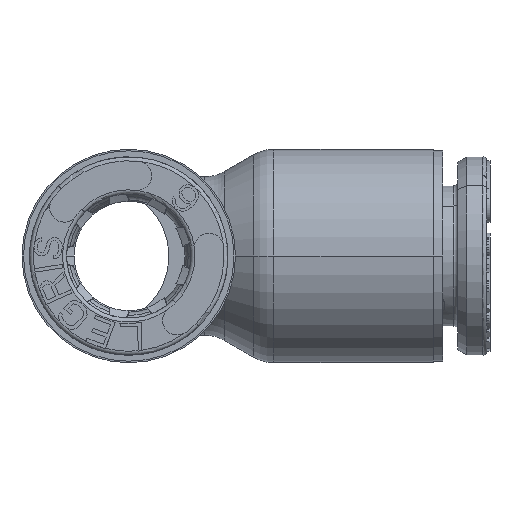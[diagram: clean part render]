
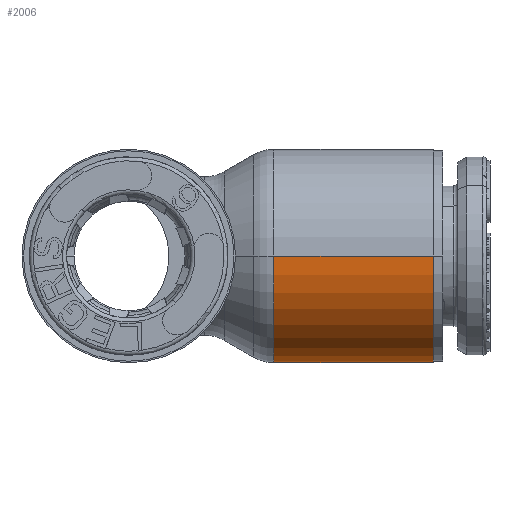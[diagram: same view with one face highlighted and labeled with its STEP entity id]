
A CAD part, left-side view. The second image highlights one B-rep face of the part: STEP entity #2006.
In plain terms, the highlighted cylindrical face has radius 5.325 mm (diameter 10.65 mm), a partial arc.
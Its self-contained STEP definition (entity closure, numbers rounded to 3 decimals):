
#2006=ADVANCED_FACE('',(#5524),#5525,.T.);
#5524=FACE_OUTER_BOUND('',#14163,.T.);
#5525=CYLINDRICAL_SURFACE('',#14164,5.325);
#14163=EDGE_LOOP('',(#27642,#27643,#27644,#27645));
#14164=AXIS2_PLACEMENT_3D('',#27646,#27647,#27648);
#27642=ORIENTED_EDGE('',*,*,#32736,.T.);
#27643=ORIENTED_EDGE('',*,*,#32738,.T.);
#27644=ORIENTED_EDGE('',*,*,#32739,.F.);
#27645=ORIENTED_EDGE('',*,*,#32740,.F.);
#27646=CARTESIAN_POINT('',(0.0,0.76,0.0));
#27647=DIRECTION('',(0.0,1.0,-0.0));
#27648=DIRECTION('',(-1.0,0.0,0.0));
#32736=EDGE_CURVE('',#40115,#40116,#40118,.T.);
#32738=EDGE_CURVE('',#40116,#40120,#40121,.T.);
#32739=EDGE_CURVE('',#40122,#40120,#40123,.T.);
#32740=EDGE_CURVE('',#40115,#40122,#40124,.T.);
#40115=VERTEX_POINT('',#54901);
#40116=VERTEX_POINT('',#54902);
#40118=CIRCLE('',#54904,5.325);
#40120=VERTEX_POINT('',#54906);
#40121=LINE('',#54907,#54908);
#40122=VERTEX_POINT('',#54909);
#40123=CIRCLE('',#54910,5.325);
#40124=LINE('',#54911,#54912);
#54901=CARTESIAN_POINT('',(5.325,-15.2,0.0));
#54902=CARTESIAN_POINT('',(-5.325,-15.2,0.0));
#54904=AXIS2_PLACEMENT_3D('',#61292,#61293,#61294);
#54906=CARTESIAN_POINT('',(-5.325,-7.236,0.0));
#54907=CARTESIAN_POINT('',(-5.325,-15.2,0.0));
#54908=VECTOR('',#61298,7.964);
#54909=CARTESIAN_POINT('',(5.325,-7.236,0.0));
#54910=AXIS2_PLACEMENT_3D('',#61299,#61300,#61301);
#54911=CARTESIAN_POINT('',(5.325,-15.2,0.0));
#54912=VECTOR('',#61302,7.964);
#61292=CARTESIAN_POINT('',(0.0,-15.2,0.0));
#61293=DIRECTION('',(-0.0,1.0,0.0));
#61294=DIRECTION('',(1.0,0.0,0.0));
#61298=DIRECTION('',(0.0,1.0,0.0));
#61299=CARTESIAN_POINT('',(0.0,-7.236,0.0));
#61300=DIRECTION('',(-0.0,1.0,0.0));
#61301=DIRECTION('',(1.0,0.0,0.0));
#61302=DIRECTION('',(0.0,1.0,0.0));
